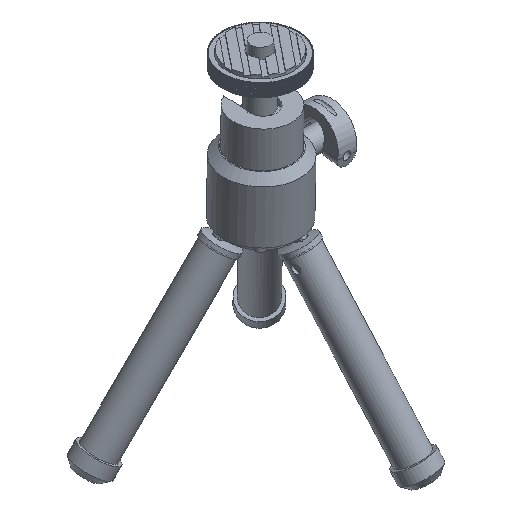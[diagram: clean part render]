
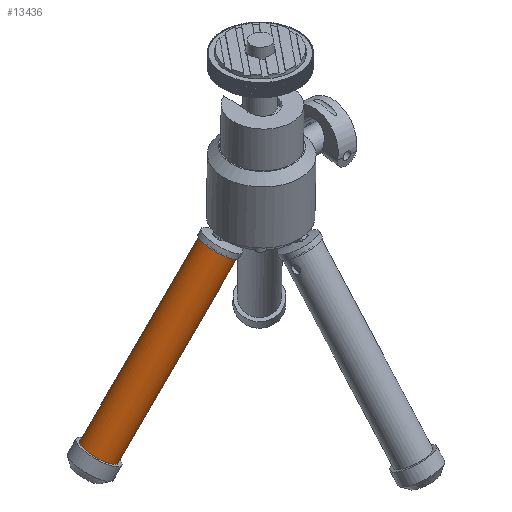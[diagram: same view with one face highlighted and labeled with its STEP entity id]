
A CAD part, isometric view. The second image highlights one B-rep face of the part: STEP entity #13436.
In plain terms, the highlighted cylindrical face has radius 5 mm (diameter 10 mm), a full revolution.
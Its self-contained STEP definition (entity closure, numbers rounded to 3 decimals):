
#640=B_SPLINE_CURVE_WITH_KNOTS('',3,(#23163,#23164,#23165,#23166,#23167,
#23168,#23169,#23170,#23171,#23172,#23173,#23174,#23175,#23176,#23177,#23178,
#23179,#23180,#23181,#23182,#23183,#23184,#23185,#23186,#23187,#23188),
 .UNSPECIFIED.,.F.,.F.,(4,2,2,2,2,2,2,2,2,2,2,2,4),(0.,0.047,
0.095,0.142,0.189,0.237,
0.284,0.331,0.378,0.426,
0.473,0.52,0.568),.UNSPECIFIED.);
#641=B_SPLINE_CURVE_WITH_KNOTS('',3,(#23189,#23190,#23191,#23192,#23193,
#23194,#23195,#23196,#23197,#23198),.UNSPECIFIED.,.F.,.F.,(4,2,2,2,4),(0.568,
0.615,0.662,0.71,0.757),
 .UNSPECIFIED.);
#752=FACE_BOUND('',#2860,.T.);
#1421=CYLINDRICAL_SURFACE('',#14561,5.);
#2122=FACE_OUTER_BOUND('',#2859,.T.);
#2859=EDGE_LOOP('',(#12712,#12713,#12714,#12715));
#2860=EDGE_LOOP('',(#12716,#12717));
#3072=CIRCLE('',#14555,5.);
#3075=CIRCLE('',#14560,5.);
#4287=LINE('',#23251,#5499);
#5499=VECTOR('',#17658,5.);
#6800=VERTEX_POINT('',#23161);
#6801=VERTEX_POINT('',#23162);
#6804=VERTEX_POINT('',#23239);
#6807=VERTEX_POINT('',#23248);
#8767=EDGE_CURVE('',#6800,#6801,#640,.T.);
#8768=EDGE_CURVE('',#6801,#6800,#641,.T.);
#8772=EDGE_CURVE('',#6804,#6804,#3072,.T.);
#8776=EDGE_CURVE('',#6807,#6807,#3075,.T.);
#8777=EDGE_CURVE('',#6804,#6807,#4287,.T.);
#12712=ORIENTED_EDGE('',*,*,#8772,.F.);
#12713=ORIENTED_EDGE('',*,*,#8777,.T.);
#12714=ORIENTED_EDGE('',*,*,#8776,.T.);
#12715=ORIENTED_EDGE('',*,*,#8777,.F.);
#12716=ORIENTED_EDGE('',*,*,#8767,.T.);
#12717=ORIENTED_EDGE('',*,*,#8768,.T.);
#13436=ADVANCED_FACE('',(#2122,#752),#1421,.T.);
#14555=AXIS2_PLACEMENT_3D('',#23240,#17643,#17644);
#14560=AXIS2_PLACEMENT_3D('',#23249,#17654,#17655);
#14561=AXIS2_PLACEMENT_3D('',#23250,#17656,#17657);
#17643=DIRECTION('center_axis',(1.,0.,0.));
#17644=DIRECTION('ref_axis',(0.,1.,0.));
#17654=DIRECTION('center_axis',(1.,0.,0.));
#17655=DIRECTION('ref_axis',(0.,1.,0.));
#17656=DIRECTION('center_axis',(1.,0.,0.));
#17657=DIRECTION('ref_axis',(0.,1.,0.));
#17658=DIRECTION('',(-1.,0.,0.));
#23161=CARTESIAN_POINT('',(-26.8,-1.25,-4.841));
#23162=CARTESIAN_POINT('',(-28.05,0.,-5.));
#23163=CARTESIAN_POINT('Ctrl Pts',(-26.8,-1.25,-4.841));
#23164=CARTESIAN_POINT('Ctrl Pts',(-26.642,-1.25,-4.841));
#23165=CARTESIAN_POINT('Ctrl Pts',(-26.475,-1.218,
-4.85));
#23166=CARTESIAN_POINT('Ctrl Pts',(-26.167,-1.091,-4.88));
#23167=CARTESIAN_POINT('Ctrl Pts',(-26.027,-0.994,
-4.901));
#23168=CARTESIAN_POINT('Ctrl Pts',(-25.806,-0.773,
-4.941));
#23169=CARTESIAN_POINT('Ctrl Pts',(-25.709,-0.633,
-4.962));
#23170=CARTESIAN_POINT('Ctrl Pts',(-25.582,-0.325,
-4.992));
#23171=CARTESIAN_POINT('Ctrl Pts',(-25.55,-0.158,-5.));
#23172=CARTESIAN_POINT('Ctrl Pts',(-25.55,0.158,-5.));
#23173=CARTESIAN_POINT('Ctrl Pts',(-25.582,0.325,
-4.992));
#23174=CARTESIAN_POINT('Ctrl Pts',(-25.709,0.633,
-4.962));
#23175=CARTESIAN_POINT('Ctrl Pts',(-25.806,0.773,-4.941));
#23176=CARTESIAN_POINT('Ctrl Pts',(-26.027,0.994,
-4.901));
#23177=CARTESIAN_POINT('Ctrl Pts',(-26.167,1.091,-4.88));
#23178=CARTESIAN_POINT('Ctrl Pts',(-26.475,1.218,-4.85));
#23179=CARTESIAN_POINT('Ctrl Pts',(-26.642,1.25,-4.841));
#23180=CARTESIAN_POINT('Ctrl Pts',(-26.958,1.25,-4.841));
#23181=CARTESIAN_POINT('Ctrl Pts',(-27.125,1.218,-4.85));
#23182=CARTESIAN_POINT('Ctrl Pts',(-27.433,1.091,-4.88));
#23183=CARTESIAN_POINT('Ctrl Pts',(-27.573,0.994,
-4.901));
#23184=CARTESIAN_POINT('Ctrl Pts',(-27.794,0.773,-4.941));
#23185=CARTESIAN_POINT('Ctrl Pts',(-27.891,0.633,
-4.962));
#23186=CARTESIAN_POINT('Ctrl Pts',(-28.018,0.325,
-4.992));
#23187=CARTESIAN_POINT('Ctrl Pts',(-28.05,0.158,-5.));
#23188=CARTESIAN_POINT('Ctrl Pts',(-28.05,0.,-5.));
#23189=CARTESIAN_POINT('Ctrl Pts',(-28.05,0.,-5.));
#23190=CARTESIAN_POINT('Ctrl Pts',(-28.05,-0.158,-5.));
#23191=CARTESIAN_POINT('Ctrl Pts',(-28.018,-0.325,
-4.992));
#23192=CARTESIAN_POINT('Ctrl Pts',(-27.891,-0.633,
-4.962));
#23193=CARTESIAN_POINT('Ctrl Pts',(-27.794,-0.773,
-4.941));
#23194=CARTESIAN_POINT('Ctrl Pts',(-27.573,-0.994,
-4.901));
#23195=CARTESIAN_POINT('Ctrl Pts',(-27.433,-1.091,-4.88));
#23196=CARTESIAN_POINT('Ctrl Pts',(-27.125,-1.218,
-4.85));
#23197=CARTESIAN_POINT('Ctrl Pts',(-26.958,-1.25,-4.841));
#23198=CARTESIAN_POINT('Ctrl Pts',(-26.8,-1.25,-4.841));
#23239=CARTESIAN_POINT('',(30.,-5.,0.));
#23240=CARTESIAN_POINT('Origin',(30.,0.,0.));
#23248=CARTESIAN_POINT('',(-30.,-5.,0.));
#23249=CARTESIAN_POINT('Origin',(-30.,0.,0.));
#23250=CARTESIAN_POINT('Origin',(0.,0.,0.));
#23251=CARTESIAN_POINT('',(0.,-5.,0.));
